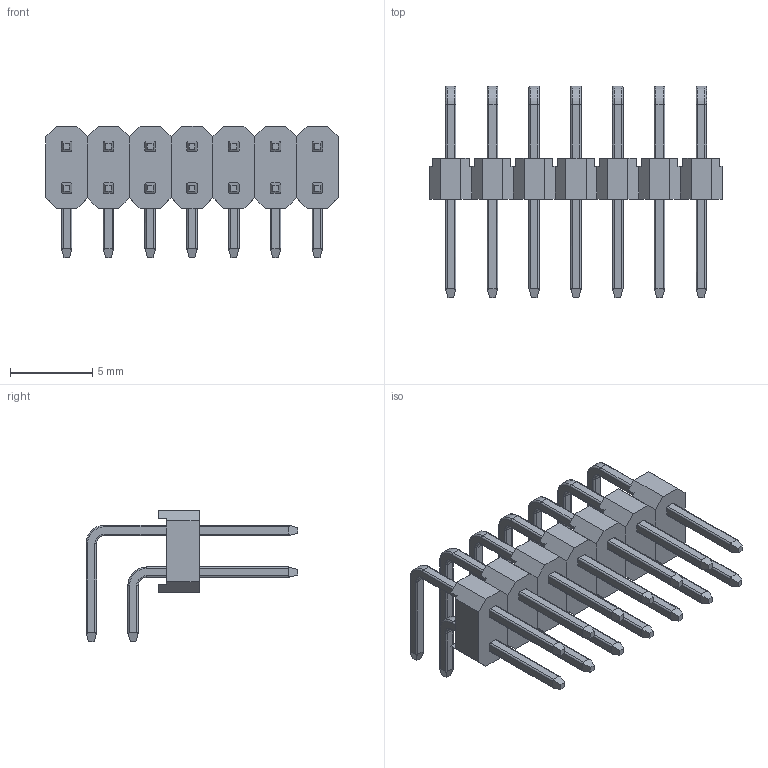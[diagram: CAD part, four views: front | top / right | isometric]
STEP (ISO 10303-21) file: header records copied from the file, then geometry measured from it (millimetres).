
FILE_DESCRIPTION (( 'STEP AP214' ), '1' );
FILE_NAME ('HDR-TH_9P-P2.54_C9900044301.STEP', '2025-03-27T02:27:08', ( '' ), ( '' ), 'SwSTEP 2.0', 'SolidWorks 2021', '' );
FILE_SCHEMA (( 'AUTOMOTIVE_DESIGN' ));
Length unit declared in the file: millimetre
Products named in the file (1): HDR-TH_9P-P2.54_C9900044301
Bounding box: 17.78 x 12.88 x 8 mm (x, y, z)
Volume: 250.8 mm3; surface area: 859.2 mm2
Topology: 7 solids, 7 shells, 854 faces, 2267 edges, 1474 vertices
Faces by surface type: plane 504, cylinder 196, bspline 98, torus 56
Entity records: 36205 total; most frequent: CARTESIAN_POINT 6574, ORIENTED_EDGE 4534, DIRECTION 3693, EDGE_CURVE 2267, LINE 1507, VECTOR 1507, VERTEX_POINT 1474, AXIS2_PLACEMENT_3D 1093
